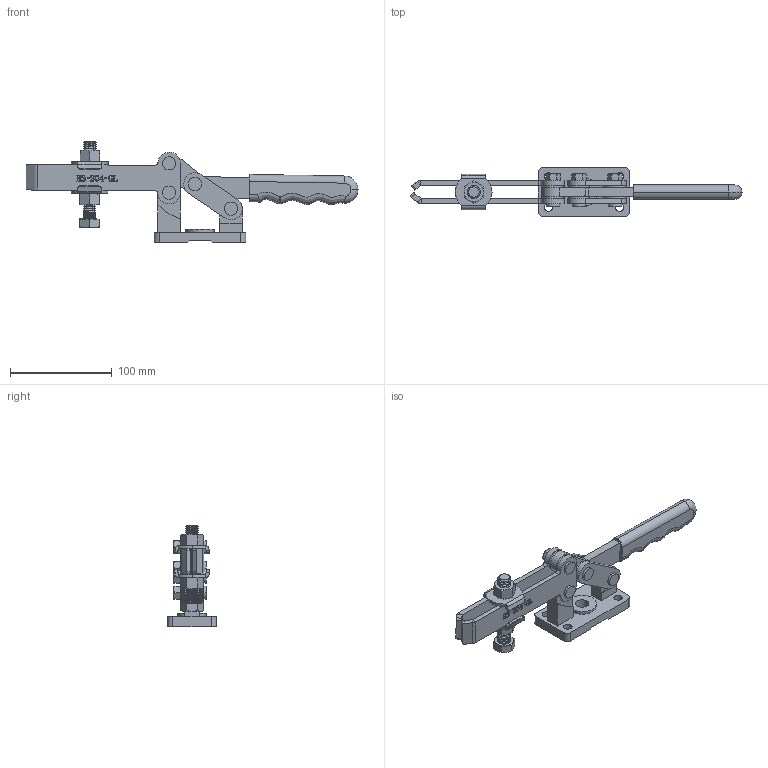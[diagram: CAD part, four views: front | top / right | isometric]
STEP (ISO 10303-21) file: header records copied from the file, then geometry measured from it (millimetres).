
FILE_DESCRIPTION (( 'STEP AP203' ), '1' );
FILE_NAME ('HS-204-GL.STEP', '2019-08-05T12:17:38', ( '微软用户' ), ( '微软中国' ), 'SwSTEP 2.0', 'SolidWorks 2012', '' );
FILE_SCHEMA (( 'CONFIG_CONTROL_DESIGN' ));
Length unit declared in the file: millimetre
Products named in the file (12): HS-204-GL; hex nut_ai_HNUT 0.5000-13-D-N; hex finished bolt_ai_HFBOLT 0.5-13x3x3-S; FW-580; 揤參 - 萵掛; 揤參; 种; 忒梟; 忒參; 蟀裝; 菜え; 菁釱
Assembly tree (20 placements, depth 2):
  HS-204-GL
    菁釱
    菜え  x4
    蟀裝  x2
    忒參
    忒梟
    种  x4
    揤參
    揤參 - 萵掛
    FW-580  x2
    hex finished bolt_ai_HFBOLT 0.5-13x3x3-S
    hex nut_ai_HNUT 0.5000-13-D-N  x2
Bounding box: 326.7 x 48 x 99.39 mm (x, y, z)
Volume: 194402.5 mm3; surface area: 82327.3 mm2
Topology: 20 solids, 20 shells, 976 faces, 2526 edges, 1626 vertices
Faces by surface type: plane 403, cylinder 220, cone 196, bspline 135, torus 22
Entity records: 41130 total; most frequent: CARTESIAN_POINT 19245, ORIENTED_EDGE 4436, DIRECTION 3961, EDGE_CURVE 2218, VERTEX_POINT 1432, AXIS2_PLACEMENT_3D 1352, VECTOR 1257, LINE 1257
